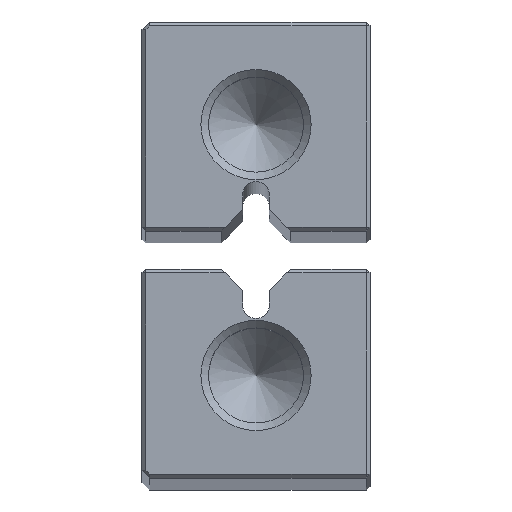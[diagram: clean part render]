
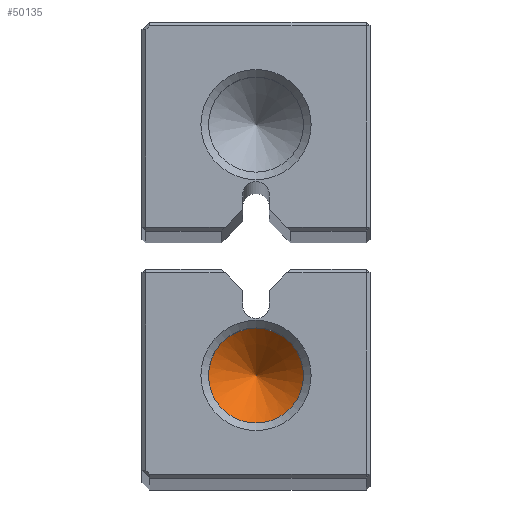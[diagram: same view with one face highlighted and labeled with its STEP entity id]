
A CAD part, top view. The second image highlights one B-rep face of the part: STEP entity #50135.
In plain terms, the highlighted conical face has half-angle 45 degrees and reference radius 1.25 mm.
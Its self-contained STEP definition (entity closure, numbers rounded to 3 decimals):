
#42538 = CYLINDRICAL_SURFACE('',#42539,1.25);
#42539 = AXIS2_PLACEMENT_3D('',#42540,#42541,#42542);
#42540 = CARTESIAN_POINT('',(0.,-3.3,179.8));
#42541 = DIRECTION('',(0.,0.,-1.));
#42542 = DIRECTION('',(0.,-1.,0.));
#47932 = VERTEX_POINT('',#47933);
#47933 = CARTESIAN_POINT('',(0.,-4.55,176.5));
#47954 = EDGE_CURVE('',#47932,#47932,#47955,.T.);
#47955 = SURFACE_CURVE('',#47956,(#47961,#47968),.PCURVE_S1.);
#47956 = CIRCLE('',#47957,1.25);
#47957 = AXIS2_PLACEMENT_3D('',#47958,#47959,#47960);
#47958 = CARTESIAN_POINT('',(0.,-3.3,176.5));
#47959 = DIRECTION('',(0.,0.,1.));
#47960 = DIRECTION('',(0.,-1.,0.));
#47961 = PCURVE('',#42538,#47962);
#47962 = DEFINITIONAL_REPRESENTATION('',(#47963),#47967);
#47963 = LINE('',#47964,#47965);
#47964 = CARTESIAN_POINT('',(0.,3.3));
#47965 = VECTOR('',#47966,1.);
#47966 = DIRECTION('',(-1.,0.));
#47967 = ( GEOMETRIC_REPRESENTATION_CONTEXT(2) 
PARAMETRIC_REPRESENTATION_CONTEXT() REPRESENTATION_CONTEXT('2D SPACE',''
  ) );
#47968 = PCURVE('',#47969,#47974);
#47969 = CONICAL_SURFACE('',#47970,1.25,0.785);
#47970 = AXIS2_PLACEMENT_3D('',#47971,#47972,#47973);
#47971 = CARTESIAN_POINT('',(0.,-3.3,176.5));
#47972 = DIRECTION('',(0.,0.,1.));
#47973 = DIRECTION('',(0.,-1.,0.));
#47974 = DEFINITIONAL_REPRESENTATION('',(#47975),#47979);
#47975 = LINE('',#47976,#47977);
#47976 = CARTESIAN_POINT('',(0.,0.));
#47977 = VECTOR('',#47978,1.);
#47978 = DIRECTION('',(1.,0.));
#47979 = ( GEOMETRIC_REPRESENTATION_CONTEXT(2) 
PARAMETRIC_REPRESENTATION_CONTEXT() REPRESENTATION_CONTEXT('2D SPACE',''
  ) );
#50135 = ADVANCED_FACE('',(#50136),#47969,.F.);
#50136 = FACE_BOUND('',#50137,.T.);
#50137 = EDGE_LOOP('',(#50138,#50139,#50162));
#50138 = ORIENTED_EDGE('',*,*,#47954,.T.);
#50139 = ORIENTED_EDGE('',*,*,#50140,.T.);
#50140 = EDGE_CURVE('',#47932,#50141,#50143,.T.);
#50141 = VERTEX_POINT('',#50142);
#50142 = CARTESIAN_POINT('',(0.,-3.3,175.25));
#50143 = SEAM_CURVE('',#50144,(#50148,#50155),.PCURVE_S1.);
#50144 = LINE('',#50145,#50146);
#50145 = CARTESIAN_POINT('',(0.,-4.55,176.5));
#50146 = VECTOR('',#50147,1.);
#50147 = DIRECTION('',(0.,0.707,
    -0.707));
#50148 = PCURVE('',#47969,#50149);
#50149 = DEFINITIONAL_REPRESENTATION('',(#50150),#50154);
#50150 = LINE('',#50151,#50152);
#50151 = CARTESIAN_POINT('',(0.,0.));
#50152 = VECTOR('',#50153,1.);
#50153 = DIRECTION('',(0.,-1.));
#50154 = ( GEOMETRIC_REPRESENTATION_CONTEXT(2) 
PARAMETRIC_REPRESENTATION_CONTEXT() REPRESENTATION_CONTEXT('2D SPACE',''
  ) );
#50155 = PCURVE('',#47969,#50156);
#50156 = DEFINITIONAL_REPRESENTATION('',(#50157),#50161);
#50157 = LINE('',#50158,#50159);
#50158 = CARTESIAN_POINT('',(6.283,0.));
#50159 = VECTOR('',#50160,1.);
#50160 = DIRECTION('',(0.,-1.));
#50161 = ( GEOMETRIC_REPRESENTATION_CONTEXT(2) 
PARAMETRIC_REPRESENTATION_CONTEXT() REPRESENTATION_CONTEXT('2D SPACE',''
  ) );
#50162 = ORIENTED_EDGE('',*,*,#50140,.F.);
